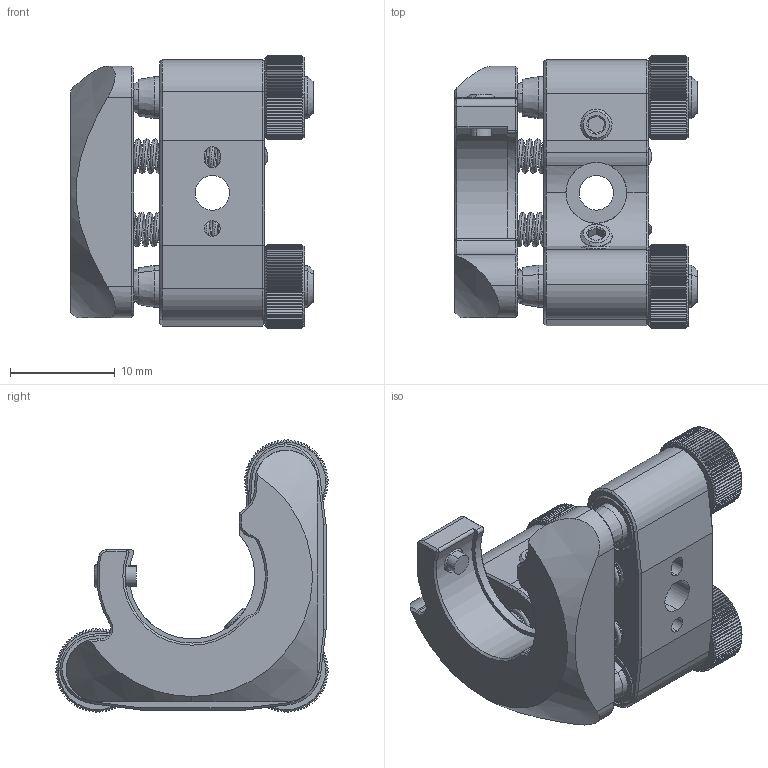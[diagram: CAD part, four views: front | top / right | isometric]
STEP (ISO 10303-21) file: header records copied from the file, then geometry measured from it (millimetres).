
FILE_DESCRIPTION (( 'STEP AP203' ), '1' );
FILE_NAME ('1.1.2.1，ZJK-0.5-3.STEP', '2024-01-11T02:31:34', ( '' ), ( '' ), 'SwSTEP 2.0', 'SolidWorks 2021', '' );
FILE_SCHEMA (( 'CONFIG_CONTROL_DESIGN' ));
Length unit declared in the file: millimetre
Products named in the file (1): 1.1.2.1，ZJK-0.5-3
Bounding box: 23.12 x 26 x 26 mm (x, y, z)
Surface area: 5750.9 mm2 (no closed solid volume)
Topology: 0 solids, 33 shells, 1132 faces, 3237 edges, 2117 vertices
Faces by surface type: plane 623, cylinder 348, cone 139, bspline 22
Entity records: 59343 total; most frequent: CARTESIAN_POINT 31342, ORIENTED_EDGE 6275, DIRECTION 5237, EDGE_CURVE 3223, VERTEX_POINT 2117, AXIS2_PLACEMENT_3D 2018, LINE 1201, VECTOR 1201
